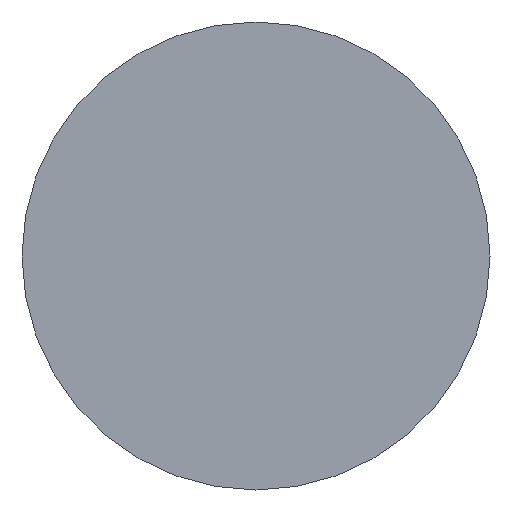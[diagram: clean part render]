
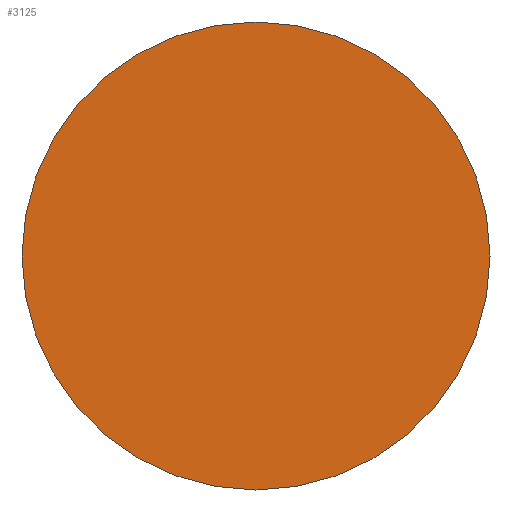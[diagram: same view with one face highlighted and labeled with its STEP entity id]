
A CAD part, left-side view. The second image highlights one B-rep face of the part: STEP entity #3125.
In plain terms, the highlighted planar face has unit normal (-1, 0, 0).
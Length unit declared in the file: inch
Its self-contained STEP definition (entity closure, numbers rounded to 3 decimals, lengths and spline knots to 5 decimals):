
#628 = VERTEX_POINT ( 'NONE', #1709 ) ;
#630 = CARTESIAN_POINT ( 'NONE',  ( 0., 0., 2.625 ) ) ;
#751 = DIRECTION ( 'NONE',  ( 0., 0., -1. ) ) ;
#796 = ORIENTED_EDGE ( 'NONE', *, *, #2649, .T. ) ;
#916 = ORIENTED_EDGE ( 'NONE', *, *, #1585, .T. ) ;
#956 = CARTESIAN_POINT ( 'NONE',  ( 0., 0., 0. ) ) ;
#986 = EDGE_LOOP ( 'NONE', ( #916, #796 ) ) ;
#998 = FACE_OUTER_BOUND ( 'NONE', #986, .T. ) ;
#1254 = DIRECTION ( 'NONE',  ( 0., 0., 1. ) ) ;
#1330 = DIRECTION ( 'NONE',  ( 1., 0., 0. ) ) ;
#1452 = AXIS2_PLACEMENT_3D ( 'NONE', #956, #2228, #2367 ) ;
#1585 = EDGE_CURVE ( 'NONE', #3403, #628, #2431, .T. ) ;
#1641 = CARTESIAN_POINT ( 'NONE',  ( 0., 2.625, 0. ) ) ;
#1709 = CARTESIAN_POINT ( 'NONE',  ( 0., 0., -2.625 ) ) ;
#1970 = PLANE ( 'NONE',  #3525 ) ;
#2138 = DIRECTION ( 'NONE',  ( -1., 0., 0. ) ) ;
#2228 = DIRECTION ( 'NONE',  ( -1., 0., 0. ) ) ;
#2364 = AXIS2_PLACEMENT_3D ( 'NONE', #4011, #2138, #1254 ) ;
#2367 = DIRECTION ( 'NONE',  ( 0., 0., 1. ) ) ;
#2431 = CIRCLE ( 'NONE', #2364, 2.625 ) ;
#2649 = EDGE_CURVE ( 'NONE', #628, #3403, #3241, .T. ) ;
#3125 = ADVANCED_FACE ( 'NONE', ( #998 ), #1970, .F. ) ;
#3241 = CIRCLE ( 'NONE', #1452, 2.625 ) ;
#3403 = VERTEX_POINT ( 'NONE', #630 ) ;
#3525 = AXIS2_PLACEMENT_3D ( 'NONE', #1641, #1330, #751 ) ;
#4011 = CARTESIAN_POINT ( 'NONE',  ( 0., 0., 0. ) ) ;
